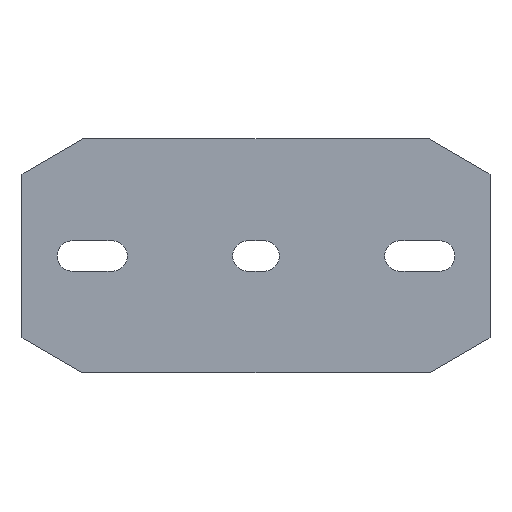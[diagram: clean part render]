
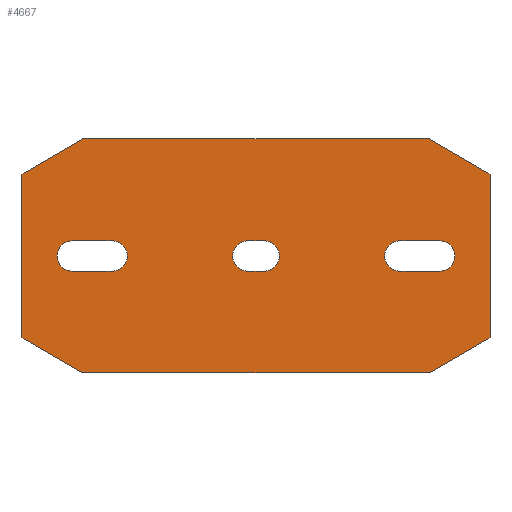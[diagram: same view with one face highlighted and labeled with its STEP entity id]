
A CAD part, front view. The second image highlights one B-rep face of the part: STEP entity #4667.
In plain terms, the highlighted planar face has unit normal (0, -1, 0).
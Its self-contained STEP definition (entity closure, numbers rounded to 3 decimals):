
#2=DIRECTION('',(-0.866,0.,0.5));
#3=VECTOR('',#2,30.);
#4=CARTESIAN_POINT('',(-74.019,0.,-50.));
#5=LINE('',#4,#3);
#6=DIRECTION('',(0.,0.,1.));
#7=VECTOR('',#6,70.);
#8=CARTESIAN_POINT('',(-100.,0.,-35.));
#9=LINE('',#8,#7);
#10=DIRECTION('',(0.866,0.,0.5));
#11=VECTOR('',#10,30.);
#12=CARTESIAN_POINT('',(-100.,0.,35.));
#13=LINE('',#12,#11);
#14=DIRECTION('',(1.,0.,0.));
#15=VECTOR('',#14,148.038);
#16=CARTESIAN_POINT('',(-74.019,0.,50.));
#17=LINE('',#16,#15);
#18=DIRECTION('',(0.866,0.,-0.5));
#19=VECTOR('',#18,30.);
#20=CARTESIAN_POINT('',(74.019,0.,50.));
#21=LINE('',#20,#19);
#22=DIRECTION('',(0.,0.,-1.));
#23=VECTOR('',#22,70.);
#24=CARTESIAN_POINT('',(100.,0.,35.));
#25=LINE('',#24,#23);
#26=DIRECTION('',(-0.866,0.,-0.5));
#27=VECTOR('',#26,30.);
#28=CARTESIAN_POINT('',(100.,0.,-35.));
#29=LINE('',#28,#27);
#30=DIRECTION('',(-1.,0.,0.));
#31=VECTOR('',#30,148.038);
#32=CARTESIAN_POINT('',(74.019,0.,-50.));
#33=LINE('',#32,#31);
#34=CARTESIAN_POINT('',(-78.5,0.,0.));
#35=DIRECTION('',(0.,1.,0.));
#36=DIRECTION('',(0.,0.,-1.));
#37=AXIS2_PLACEMENT_3D('',#34,#35,#36);
#39=DIRECTION('',(-1.,0.,0.));
#40=VECTOR('',#39,17.);
#41=CARTESIAN_POINT('',(-61.5,0.,-6.5));
#42=LINE('',#41,#40);
#43=CARTESIAN_POINT('',(-61.5,0.,0.));
#44=DIRECTION('',(0.,1.,0.));
#45=DIRECTION('',(0.,0.,1.));
#46=AXIS2_PLACEMENT_3D('',#43,#44,#45);
#48=DIRECTION('',(1.,0.,0.));
#49=VECTOR('',#48,17.);
#50=CARTESIAN_POINT('',(-78.5,0.,6.5));
#51=LINE('',#50,#49);
#52=CARTESIAN_POINT('',(78.5,0.,0.));
#53=DIRECTION('',(0.,-1.,0.));
#54=DIRECTION('',(0.,0.,-1.));
#55=AXIS2_PLACEMENT_3D('',#52,#53,#54);
#57=DIRECTION('',(-1.,0.,0.));
#58=VECTOR('',#57,17.);
#59=CARTESIAN_POINT('',(78.5,0.,6.5));
#60=LINE('',#59,#58);
#61=CARTESIAN_POINT('',(61.5,0.,0.));
#62=DIRECTION('',(0.,-1.,0.));
#63=DIRECTION('',(0.,0.,1.));
#64=AXIS2_PLACEMENT_3D('',#61,#62,#63);
#66=DIRECTION('',(1.,0.,0.));
#67=VECTOR('',#66,17.);
#68=CARTESIAN_POINT('',(61.5,0.,-6.5));
#69=LINE('',#68,#67);
#70=CARTESIAN_POINT('',(-3.5,0.,0.));
#71=DIRECTION('',(0.,1.,0.));
#72=DIRECTION('',(0.,0.,-1.));
#73=AXIS2_PLACEMENT_3D('',#70,#71,#72);
#75=DIRECTION('',(-1.,0.,0.));
#76=VECTOR('',#75,7.);
#77=CARTESIAN_POINT('',(3.5,0.,-6.5));
#78=LINE('',#77,#76);
#79=CARTESIAN_POINT('',(3.5,0.,0.));
#80=DIRECTION('',(0.,1.,0.));
#81=DIRECTION('',(0.,0.,1.));
#82=AXIS2_PLACEMENT_3D('',#79,#80,#81);
#84=DIRECTION('',(1.,0.,0.));
#85=VECTOR('',#84,7.);
#86=CARTESIAN_POINT('',(-3.5,0.,6.5));
#87=LINE('',#86,#85);
#3526=CARTESIAN_POINT('',(-74.019,0.,-50.));
#3527=CARTESIAN_POINT('',(-100.,0.,-35.));
#3528=VERTEX_POINT('',#3526);
#3529=VERTEX_POINT('',#3527);
#3530=CARTESIAN_POINT('',(-100.,0.,35.));
#3531=VERTEX_POINT('',#3530);
#3532=CARTESIAN_POINT('',(-74.019,0.,50.));
#3533=VERTEX_POINT('',#3532);
#3534=CARTESIAN_POINT('',(74.019,0.,50.));
#3535=VERTEX_POINT('',#3534);
#3536=CARTESIAN_POINT('',(100.,0.,35.));
#3537=VERTEX_POINT('',#3536);
#3538=CARTESIAN_POINT('',(100.,0.,-35.));
#3539=VERTEX_POINT('',#3538);
#3540=CARTESIAN_POINT('',(74.019,0.,-50.));
#3541=VERTEX_POINT('',#3540);
#3558=CARTESIAN_POINT('',(-78.5,0.,-6.5));
#3559=CARTESIAN_POINT('',(-78.5,0.,6.5));
#3560=VERTEX_POINT('',#3558);
#3561=VERTEX_POINT('',#3559);
#3562=CARTESIAN_POINT('',(-61.5,0.,6.5));
#3563=VERTEX_POINT('',#3562);
#3564=CARTESIAN_POINT('',(-61.5,0.,-6.5));
#3565=VERTEX_POINT('',#3564);
#3574=CARTESIAN_POINT('',(78.5,0.,-6.5));
#3575=CARTESIAN_POINT('',(78.5,0.,6.5));
#3576=VERTEX_POINT('',#3574);
#3577=VERTEX_POINT('',#3575);
#3578=CARTESIAN_POINT('',(61.5,0.,6.5));
#3579=VERTEX_POINT('',#3578);
#3580=CARTESIAN_POINT('',(61.5,0.,-6.5));
#3581=VERTEX_POINT('',#3580);
#3590=CARTESIAN_POINT('',(-3.5,0.,-6.5));
#3591=CARTESIAN_POINT('',(-3.5,0.,6.5));
#3592=VERTEX_POINT('',#3590);
#3593=VERTEX_POINT('',#3591);
#3594=CARTESIAN_POINT('',(3.5,0.,6.5));
#3595=VERTEX_POINT('',#3594);
#3596=CARTESIAN_POINT('',(3.5,0.,-6.5));
#3597=VERTEX_POINT('',#3596);
#4614=CARTESIAN_POINT('',(0.,0.,0.));
#4615=DIRECTION('',(0.,1.,0.));
#4616=DIRECTION('',(1.,0.,0.));
#4617=AXIS2_PLACEMENT_3D('',#4614,#4615,#4616);
#4618=PLANE('',#4617);
#4620=ORIENTED_EDGE('',*,*,#4619,.T.);
#4622=ORIENTED_EDGE('',*,*,#4621,.T.);
#4624=ORIENTED_EDGE('',*,*,#4623,.T.);
#4626=ORIENTED_EDGE('',*,*,#4625,.T.);
#4628=ORIENTED_EDGE('',*,*,#4627,.T.);
#4630=ORIENTED_EDGE('',*,*,#4629,.T.);
#4632=ORIENTED_EDGE('',*,*,#4631,.T.);
#4634=ORIENTED_EDGE('',*,*,#4633,.T.);
#4635=EDGE_LOOP('',(#4620,#4622,#4624,#4626,#4628,#4630,#4632,#4634));
#4636=FACE_OUTER_BOUND('',#4635,.F.);
#4638=ORIENTED_EDGE('',*,*,#4637,.F.);
#4640=ORIENTED_EDGE('',*,*,#4639,.F.);
#4642=ORIENTED_EDGE('',*,*,#4641,.F.);
#4644=ORIENTED_EDGE('',*,*,#4643,.F.);
#4645=EDGE_LOOP('',(#4638,#4640,#4642,#4644));
#4646=FACE_BOUND('',#4645,.F.);
#4648=ORIENTED_EDGE('',*,*,#4647,.T.);
#4650=ORIENTED_EDGE('',*,*,#4649,.T.);
#4652=ORIENTED_EDGE('',*,*,#4651,.T.);
#4654=ORIENTED_EDGE('',*,*,#4653,.T.);
#4655=EDGE_LOOP('',(#4648,#4650,#4652,#4654));
#4656=FACE_BOUND('',#4655,.F.);
#4658=ORIENTED_EDGE('',*,*,#4657,.F.);
#4660=ORIENTED_EDGE('',*,*,#4659,.F.);
#4662=ORIENTED_EDGE('',*,*,#4661,.F.);
#4664=ORIENTED_EDGE('',*,*,#4663,.F.);
#4665=EDGE_LOOP('',(#4658,#4660,#4662,#4664));
#4666=FACE_BOUND('',#4665,.F.);
#4667=ADVANCED_FACE('',(#4636,#4646,#4656,#4666),#4618,.F.);
#38=CIRCLE('',#37,6.5);
#47=CIRCLE('',#46,6.5);
#56=CIRCLE('',#55,6.5);
#65=CIRCLE('',#64,6.5);
#74=CIRCLE('',#73,6.5);
#83=CIRCLE('',#82,6.5);
#4619=EDGE_CURVE('',#3528,#3529,#5,.T.);
#4621=EDGE_CURVE('',#3529,#3531,#9,.T.);
#4623=EDGE_CURVE('',#3531,#3533,#13,.T.);
#4625=EDGE_CURVE('',#3533,#3535,#17,.T.);
#4627=EDGE_CURVE('',#3535,#3537,#21,.T.);
#4629=EDGE_CURVE('',#3537,#3539,#25,.T.);
#4631=EDGE_CURVE('',#3539,#3541,#29,.T.);
#4633=EDGE_CURVE('',#3541,#3528,#33,.T.);
#4637=EDGE_CURVE('',#3560,#3561,#38,.T.);
#4639=EDGE_CURVE('',#3565,#3560,#42,.T.);
#4641=EDGE_CURVE('',#3563,#3565,#47,.T.);
#4643=EDGE_CURVE('',#3561,#3563,#51,.T.);
#4647=EDGE_CURVE('',#3576,#3577,#56,.T.);
#4649=EDGE_CURVE('',#3577,#3579,#60,.T.);
#4651=EDGE_CURVE('',#3579,#3581,#65,.T.);
#4653=EDGE_CURVE('',#3581,#3576,#69,.T.);
#4657=EDGE_CURVE('',#3592,#3593,#74,.T.);
#4659=EDGE_CURVE('',#3597,#3592,#78,.T.);
#4661=EDGE_CURVE('',#3595,#3597,#83,.T.);
#4663=EDGE_CURVE('',#3593,#3595,#87,.T.);
